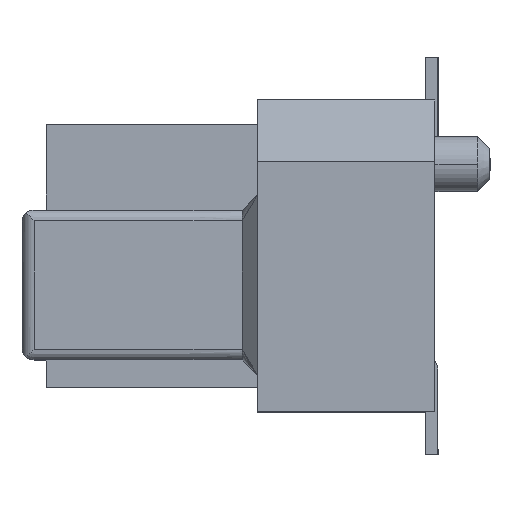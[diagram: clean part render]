
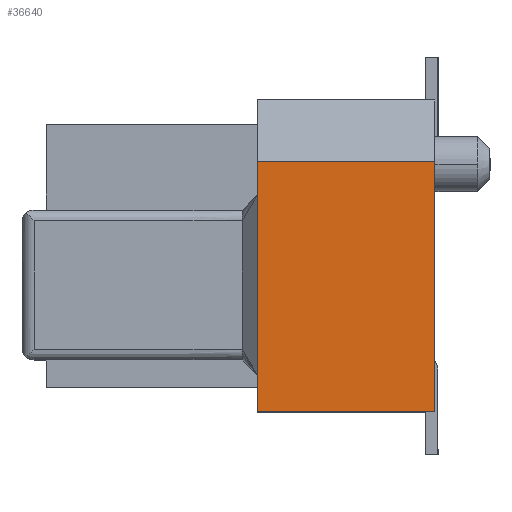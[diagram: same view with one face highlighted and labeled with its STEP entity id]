
A CAD part, left-side view. The second image highlights one B-rep face of the part: STEP entity #36640.
In plain terms, the highlighted planar face has unit normal (-1, 0, 0).
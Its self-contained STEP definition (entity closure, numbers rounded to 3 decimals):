
#36250=CARTESIAN_POINT('',(6.,4.45,-0.5));
#36260=DIRECTION('',(-1.,0.,0.));
#36270=DIRECTION('',(0.,1.,0.));
#36280=AXIS2_PLACEMENT_3D('',#36250,#36260,#36270);
#36290=PLANE('',#36280);
#36300=CARTESIAN_POINT('',(6.,2.,0.));
#36310=DIRECTION('',(0.,0.,-1.));
#36320=VECTOR('',#36310,1.);
#36330=LINE('',#36300,#36320);
#36340=CARTESIAN_POINT('',(6.,2.,1.55));
#36350=VERTEX_POINT('',#36340);
#36360=CARTESIAN_POINT('',(6.,2.,-2.55));
#36370=VERTEX_POINT('',#36360);
#36380=EDGE_CURVE('',#36350,#36370,#36330,.T.);
#36390=ORIENTED_EDGE('',*,*,#36380,.F.);
#36400=CARTESIAN_POINT('',(6.,0.,-2.55));
#36410=DIRECTION('',(0.,1.,0.));
#36420=VECTOR('',#36410,1.);
#36430=LINE('',#36400,#36420);
#36440=CARTESIAN_POINT('',(6.,4.9,-2.55));
#36450=VERTEX_POINT('',#36440);
#36460=EDGE_CURVE('',#36370,#36450,#36430,.T.);
#36470=ORIENTED_EDGE('',*,*,#36460,.F.);
#36480=CARTESIAN_POINT('',(6.,4.9,0.));
#36490=DIRECTION('',(0.,0.,-1.));
#36500=VECTOR('',#36490,1.);
#36510=LINE('',#36480,#36500);
#36520=CARTESIAN_POINT('',(6.,4.9,1.55));
#36530=VERTEX_POINT('',#36520);
#36540=EDGE_CURVE('',#36530,#36450,#36510,.T.);
#36550=ORIENTED_EDGE('',*,*,#36540,.T.);
#36560=CARTESIAN_POINT('',(6.,2.,1.55));
#36570=DIRECTION('',(0.,1.,0.));
#36580=VECTOR('',#36570,1.);
#36590=LINE('',#36560,#36580);
#36600=EDGE_CURVE('',#36350,#36530,#36590,.T.);
#36610=ORIENTED_EDGE('',*,*,#36600,.T.);
#36620=EDGE_LOOP('',(#36610,#36550,#36470,#36390));
#36630=FACE_OUTER_BOUND('',#36620,.T.);
#36640=ADVANCED_FACE('',(#36630),#36290,.T.);
